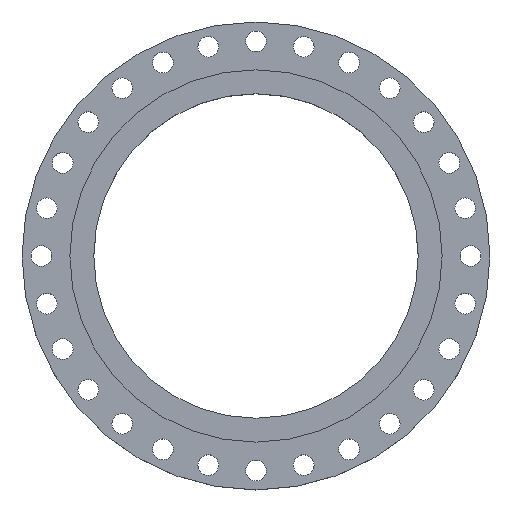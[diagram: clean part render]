
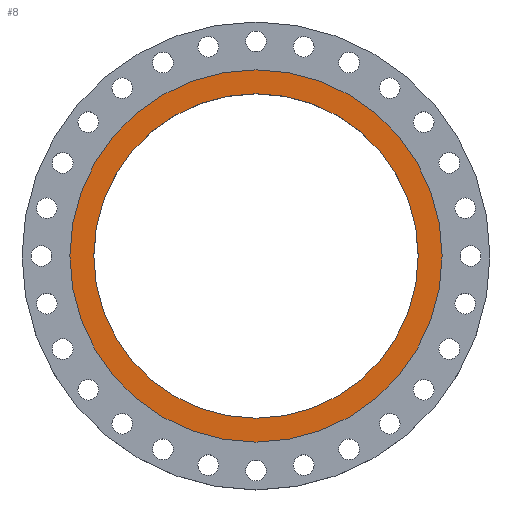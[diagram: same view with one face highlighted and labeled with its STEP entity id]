
A CAD part, top view. The second image highlights one B-rep face of the part: STEP entity #8.
In plain terms, the highlighted planar face has unit normal (0, 0, 1).
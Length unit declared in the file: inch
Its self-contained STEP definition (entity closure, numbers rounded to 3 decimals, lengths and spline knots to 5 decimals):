
#8 = ADVANCED_FACE ( 'NONE', ( #1153, #1204 ), #985, .F. ) ;
#19 = DIRECTION ( 'NONE',  ( -1., 0., 0. ) ) ;
#219 = DIRECTION ( 'NONE',  ( 0., 0., 1. ) ) ;
#254 = CIRCLE ( 'NONE', #1301, 15.6875 ) ;
#267 = ORIENTED_EDGE ( 'NONE', *, *, #727, .T. ) ;
#295 = CIRCLE ( 'NONE', #1601, 15.6875 ) ;
#319 = CARTESIAN_POINT ( 'NONE',  ( 15.6875, 0., 0. ) ) ;
#322 = ORIENTED_EDGE ( 'NONE', *, *, #2039, .T. ) ;
#406 = CARTESIAN_POINT ( 'NONE',  ( -18., 0., 0. ) ) ;
#431 = DIRECTION ( 'NONE',  ( 0., 0., 1. ) ) ;
#550 = CARTESIAN_POINT ( 'NONE',  ( 0., 0., 0. ) ) ;
#560 = CIRCLE ( 'NONE', #848, 18. ) ;
#629 = DIRECTION ( 'NONE',  ( 0., 0., -1. ) ) ;
#670 = CARTESIAN_POINT ( 'NONE',  ( 0., 0., 0. ) ) ;
#689 = VERTEX_POINT ( 'NONE', #319 ) ;
#707 = CIRCLE ( 'NONE', #2032, 18. ) ;
#727 = EDGE_CURVE ( 'NONE', #1766, #1740, #707, .T. ) ;
#840 = ORIENTED_EDGE ( 'NONE', *, *, #1510, .F. ) ;
#848 = AXIS2_PLACEMENT_3D ( 'NONE', #2423, #431, #1229 ) ;
#868 = AXIS2_PLACEMENT_3D ( 'NONE', #996, #629, #19 ) ;
#985 = PLANE ( 'NONE',  #868 ) ;
#996 = CARTESIAN_POINT ( 'NONE',  ( 0., 15.6875, 0. ) ) ;
#1022 = VERTEX_POINT ( 'NONE', #2080 ) ;
#1064 = CARTESIAN_POINT ( 'NONE',  ( 0., 0., 0. ) ) ;
#1069 = EDGE_CURVE ( 'NONE', #689, #1022, #254, .T. ) ;
#1071 = EDGE_LOOP ( 'NONE', ( #1655, #840 ) ) ;
#1153 = FACE_BOUND ( 'NONE', #1071, .T. ) ;
#1204 = FACE_OUTER_BOUND ( 'NONE', #2553, .T. ) ;
#1229 = DIRECTION ( 'NONE',  ( 1., 0., 0. ) ) ;
#1301 = AXIS2_PLACEMENT_3D ( 'NONE', #670, #1486, #2283 ) ;
#1486 = DIRECTION ( 'NONE',  ( 0., 0., 1. ) ) ;
#1510 = EDGE_CURVE ( 'NONE', #1022, #689, #295, .T. ) ;
#1601 = AXIS2_PLACEMENT_3D ( 'NONE', #1064, #219, #2434 ) ;
#1655 = ORIENTED_EDGE ( 'NONE', *, *, #1069, .F. ) ;
#1740 = VERTEX_POINT ( 'NONE', #2342 ) ;
#1760 = DIRECTION ( 'NONE',  ( 0., 0., 1. ) ) ;
#1766 = VERTEX_POINT ( 'NONE', #406 ) ;
#2032 = AXIS2_PLACEMENT_3D ( 'NONE', #550, #1760, #2511 ) ;
#2039 = EDGE_CURVE ( 'NONE', #1740, #1766, #560, .T. ) ;
#2080 = CARTESIAN_POINT ( 'NONE',  ( -15.6875, 0., 0. ) ) ;
#2283 = DIRECTION ( 'NONE',  ( 1., 0., 0. ) ) ;
#2342 = CARTESIAN_POINT ( 'NONE',  ( 18., 0., 0. ) ) ;
#2423 = CARTESIAN_POINT ( 'NONE',  ( 0., 0., 0. ) ) ;
#2434 = DIRECTION ( 'NONE',  ( 1., 0., 0. ) ) ;
#2511 = DIRECTION ( 'NONE',  ( 1., 0., 0. ) ) ;
#2553 = EDGE_LOOP ( 'NONE', ( #322, #267 ) ) ;
